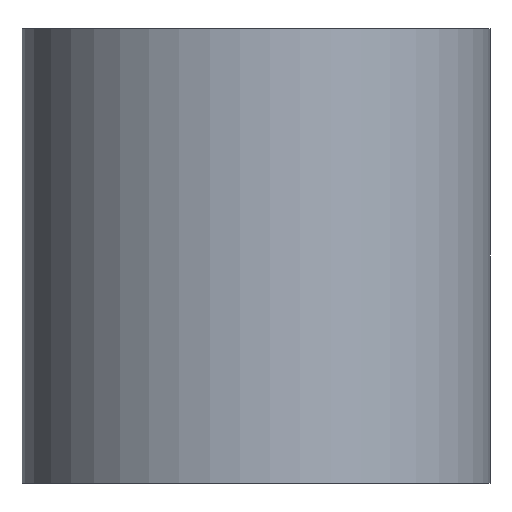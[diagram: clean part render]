
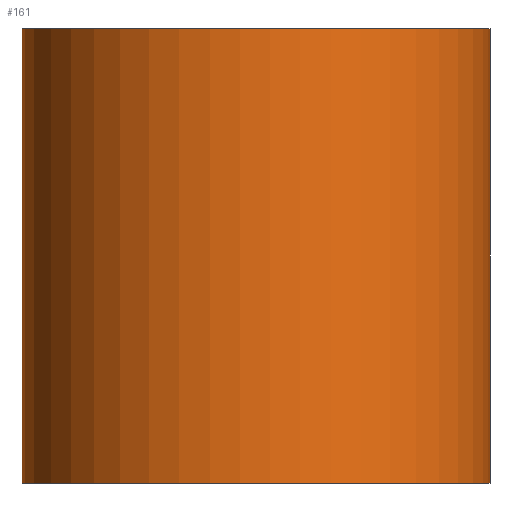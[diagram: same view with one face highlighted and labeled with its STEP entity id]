
A CAD part, front view. The second image highlights one B-rep face of the part: STEP entity #161.
In plain terms, the highlighted free-form (B-spline) face has degree [2, 1] with [5, 2] control points.
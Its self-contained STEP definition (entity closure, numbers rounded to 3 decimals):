
#69 = EDGE_CURVE('',#70,#72,#74,.T.);
#70 = VERTEX_POINT('',#71);
#71 = CARTESIAN_POINT('',(-26.82,0.,-26.075));
#72 = VERTEX_POINT('',#73);
#73 = CARTESIAN_POINT('',(26.82,0.,
    -26.075));
#74 = ( BOUNDED_CURVE() B_SPLINE_CURVE(2,(#75,#76,#77,#78,#79),
.UNSPECIFIED.,.F.,.F.) B_SPLINE_CURVE_WITH_KNOTS((3,2,3),(3.142,
4.712,6.283),.PIECEWISE_BEZIER_KNOTS.) CURVE() 
GEOMETRIC_REPRESENTATION_ITEM() RATIONAL_B_SPLINE_CURVE((1.,
0.707,1.,0.707,1.)) REPRESENTATION_ITEM('') );
#75 = CARTESIAN_POINT('',(-26.82,0.,
    -26.075));
#76 = CARTESIAN_POINT('',(-26.82,-26.82,
    -26.075));
#77 = CARTESIAN_POINT('',(0.,-26.82,
    -26.075));
#78 = CARTESIAN_POINT('',(26.82,-26.82,-26.075
    ));
#79 = CARTESIAN_POINT('',(26.82,0.,
    -26.075));
#133 = EDGE_CURVE('',#134,#136,#138,.T.);
#134 = VERTEX_POINT('',#135);
#135 = CARTESIAN_POINT('',(-26.82,0.,26.075));
#136 = VERTEX_POINT('',#137);
#137 = CARTESIAN_POINT('',(26.82,0.,
    26.075));
#138 = ( BOUNDED_CURVE() B_SPLINE_CURVE(2,(#139,#140,#141,#142,#143),
.UNSPECIFIED.,.F.,.F.) B_SPLINE_CURVE_WITH_KNOTS((3,2,3),(3.142,
4.712,6.283),.PIECEWISE_BEZIER_KNOTS.) CURVE() 
GEOMETRIC_REPRESENTATION_ITEM() RATIONAL_B_SPLINE_CURVE((1.,
0.707,1.,0.707,1.)) REPRESENTATION_ITEM('') );
#139 = CARTESIAN_POINT('',(-26.82,0.,
    26.075));
#140 = CARTESIAN_POINT('',(-26.82,-26.82,
    26.075));
#141 = CARTESIAN_POINT('',(0.,-26.82,
    26.075));
#142 = CARTESIAN_POINT('',(26.82,-26.82,
    26.075));
#143 = CARTESIAN_POINT('',(26.82,0.,
    26.075));
#161 = ADVANCED_FACE('',(#162),#176,.T.);
#162 = FACE_BOUND('',#163,.T.);
#163 = EDGE_LOOP('',(#164,#169,#170,#175));
#164 = ORIENTED_EDGE('',*,*,#165,.F.);
#165 = EDGE_CURVE('',#136,#72,#166,.T.);
#166 = B_SPLINE_CURVE_WITH_KNOTS('',1,(#167,#168),.UNSPECIFIED.,.F.,.F.,
  (2,2),(0.,35.),.PIECEWISE_BEZIER_KNOTS.);
#167 = CARTESIAN_POINT('',(26.82,0.,
    26.075));
#168 = CARTESIAN_POINT('',(26.82,0.,
    -26.075));
#169 = ORIENTED_EDGE('',*,*,#133,.F.);
#170 = ORIENTED_EDGE('',*,*,#171,.T.);
#171 = EDGE_CURVE('',#134,#70,#172,.T.);
#172 = B_SPLINE_CURVE_WITH_KNOTS('',1,(#173,#174),.UNSPECIFIED.,.F.,.F.,
  (2,2),(0.,35.),.PIECEWISE_BEZIER_KNOTS.);
#173 = CARTESIAN_POINT('',(-26.82,0.,
    26.075));
#174 = CARTESIAN_POINT('',(-26.82,0.,
    -26.075));
#175 = ORIENTED_EDGE('',*,*,#69,.T.);
#176 = ( BOUNDED_SURFACE() B_SPLINE_SURFACE(2,1,(
    (#177,#178)
    ,(#179,#180)
    ,(#181,#182)
    ,(#183,#184)
,(#185,#186
    )),.UNSPECIFIED.,.F.,.F.,.F.) B_SPLINE_SURFACE_WITH_KNOTS((3,2,3),(2
    ,2),(3.142,4.712,6.283),(0.,35.),
.PIECEWISE_BEZIER_KNOTS.) GEOMETRIC_REPRESENTATION_ITEM() 
RATIONAL_B_SPLINE_SURFACE((
    (1.,1.)
    ,(0.707,0.707)
    ,(1.,1.)
    ,(0.707,0.707)
,(1.,1.))) REPRESENTATION_ITEM('') SURFACE() );
#177 = CARTESIAN_POINT('',(26.82,0.,
    26.075));
#178 = CARTESIAN_POINT('',(26.82,0.,
    -26.075));
#179 = CARTESIAN_POINT('',(26.82,-26.82,
    26.075));
#180 = CARTESIAN_POINT('',(26.82,-26.82,
    -26.075));
#181 = CARTESIAN_POINT('',(0.,-26.82,
    26.075));
#182 = CARTESIAN_POINT('',(0.,-26.82,
    -26.075));
#183 = CARTESIAN_POINT('',(-26.82,-26.82,
    26.075));
#184 = CARTESIAN_POINT('',(-26.82,-26.82,
    -26.075));
#185 = CARTESIAN_POINT('',(-26.82,0.,
    26.075));
#186 = CARTESIAN_POINT('',(-26.82,0.,
    -26.075));
